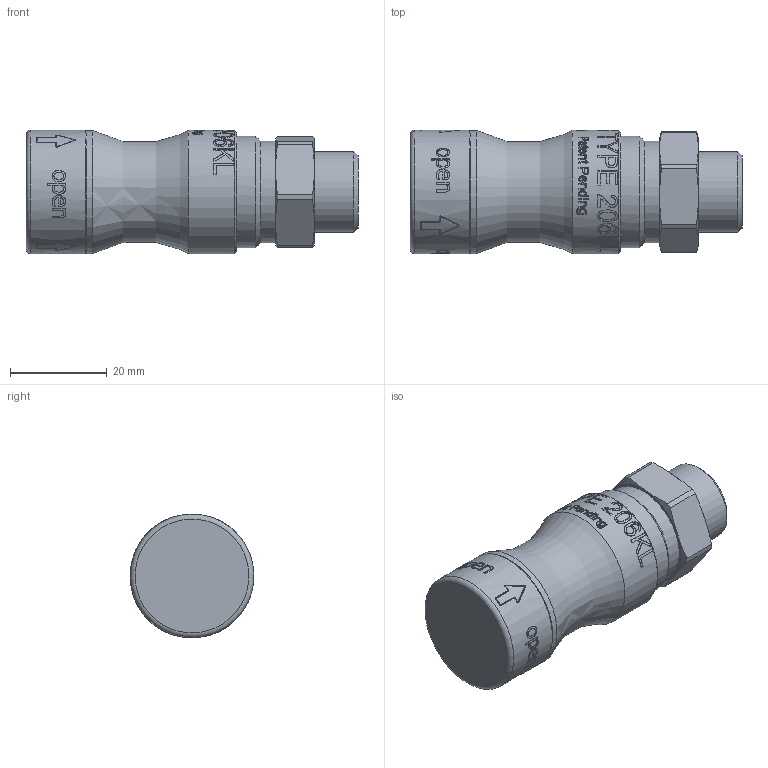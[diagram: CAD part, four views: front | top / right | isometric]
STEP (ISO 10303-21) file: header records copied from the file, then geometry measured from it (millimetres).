
FILE_DESCRIPTION((''),'2;1');
FILE_NAME('206klaw17mpn.stp','2013-12-10T11:35:14',('IA176480'),(''),'Autodesk Inventor 2013','Autodesk Inventor 2013','');
FILE_SCHEMA(('AUTOMOTIVE_DESIGN { 1 0 10303 214 1 1 1 1 }'));
Length unit declared in the file: millimetre
Products named in the file (1): D108799
Bounding box: 68.5 x 25.5 x 25.5 mm (x, y, z)
Volume: 23548 mm3; surface area: 16303 mm2
Topology: 1 solids, 7 shells, 1023 faces, 2669 edges, 1764 vertices
Faces by surface type: bspline 480, plane 353, cylinder 133, cone 44, torus 13
Full cylindrical faces by diameter (mm): 13.664 x3, 13.75 x1, 14.3 x1, 14.45 x2, 15.65 x2, 16.4 x1, 16.65 x1, 16.665 x1, 17 x1, 18 x2, 18.1 x1, 18.15 x1, 18.25 x1, 20 x1, 20.05 x1, 21 x1, 21.2 x1, 21.3 x1, 23 x1, 23.1 x1, 23.4 x2, 23.55 x2, 24.1 x1, 25.5 x3
Entity records: 143088 total; most frequent: CARTESIAN_POINT 121679, ORIENTED_EDGE 5150, DIRECTION 2678, EDGE_CURVE 2575, VERTEX_POINT 1749, B_SPLINE_CURVE_WITH_KNOTS 1261, EDGE_LOOP 1218, FACE_OUTER_BOUND 1023
